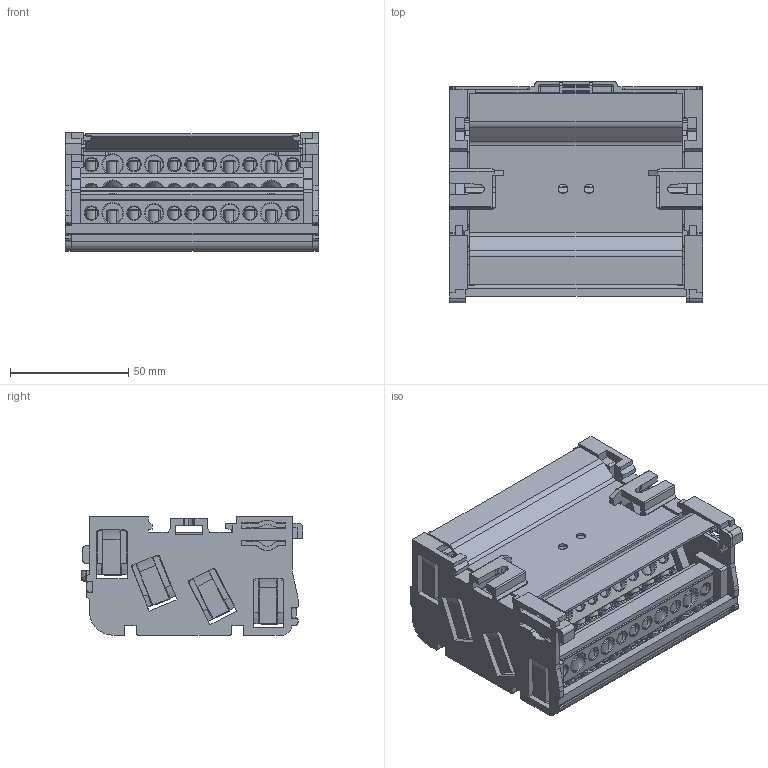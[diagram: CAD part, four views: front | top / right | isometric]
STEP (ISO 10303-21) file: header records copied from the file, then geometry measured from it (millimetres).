
FILE_DESCRIPTION (( 'STEP AP214' ), '1' );
FILE_NAME ('ÊÌ 4õ11.STEP', '2023-11-22T07:35:25', ( '' ), ( '' ), 'SwSTEP 2.0', 'SolidWorks 2022', '' );
FILE_SCHEMA (( 'AUTOMOTIVE_DESIGN' ));
Length unit declared in the file: millimetre
Products named in the file (10): КМ Шина 11_6,5х12_M1; КМ4х15 Стенка; КМ держатель 11 отв 6.5х12_M1; КМ 4 крышка передняя 11 M1; КМ4 защелка; КМ 4х11; КМ 4 крышка задняя 11 M1; KM Винт М5х10; КМ4 защелка_зерк_уклоны; КМ4х15 Стенка_зерк
Assembly tree (58 placements, depth 2):
  КМ 4х11
    КМ4х15 Стенка
    КМ4х15 Стенка_зерк
    КМ 4 крышка передняя 11 M1
    КМ 4 крышка задняя 11 M1
    КМ4 защелка
    КМ4 защелка_зерк_уклоны
    КМ Шина 11_6,5х12_M1  x4
    КМ держатель 11 отв 6.5х12_M1  x4
    KM Винт М5х10  x44
Bounding box: 107 x 93.8 x 50 mm (x, y, z)
Volume: 94591.5 mm3; surface area: 130011.8 mm2
Topology: 57 solids, 61 shells, 3043 faces, 8474 edges, 5530 vertices
Faces by surface type: plane 1804, cylinder 691, cone 366, torus 177, bspline 3, sphere 2
Entity records: 41381 total; most frequent: CARTESIAN_POINT 7967, ORIENTED_EDGE 6942, DIRECTION 6674, EDGE_CURVE 3479, LINE 2592, VECTOR 2592, VERTEX_POINT 2284, AXIS2_PLACEMENT_3D 2041
